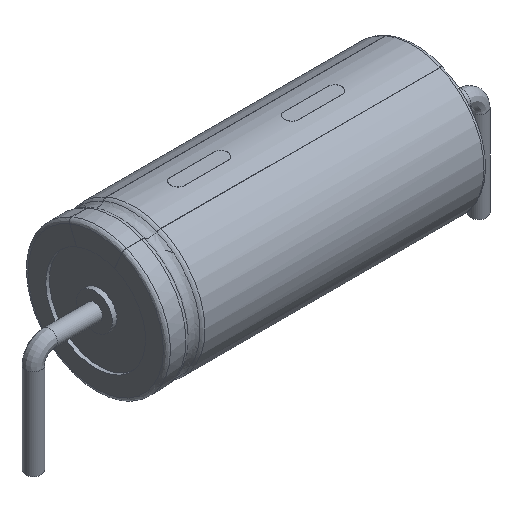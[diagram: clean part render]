
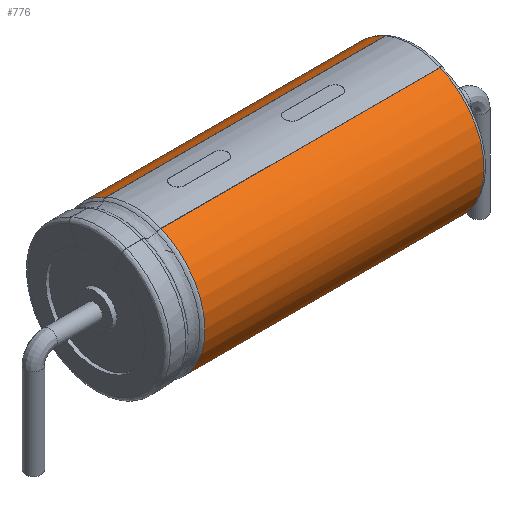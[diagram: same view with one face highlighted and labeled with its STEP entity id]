
A CAD part, isometric view. The second image highlights one B-rep face of the part: STEP entity #776.
In plain terms, the highlighted cylindrical face has radius 4 mm (diameter 8 mm), a partial arc.
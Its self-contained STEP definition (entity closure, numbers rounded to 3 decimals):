
#139=VERTEX_POINT('',#140);
#140=CARTESIAN_POINT('',(21.3,-1.531,7.696));
#146=EDGE_CURVE('',#147,#139,#149,.T.);
#147=VERTEX_POINT('',#148);
#148=CARTESIAN_POINT('',(5.635,-1.531,7.696));
#149=LINE('',#150,#151);
#150=CARTESIAN_POINT('',(5.5,-1.531,7.696));
#151=VECTOR('',#152,1.);
#152=DIRECTION('',(1.,0.,0.));
#194=DIRECTION('',(-1.,0.,0.));
#364=VERTEX_POINT('',#365);
#365=CARTESIAN_POINT('',(21.3,1.531,7.696));
#369=DIRECTION('',(0.,0.383,0.924));
#370=ORIENTED_EDGE('',*,*,#371,.F.);
#371=EDGE_CURVE('',#372,#364,#374,.T.);
#372=VERTEX_POINT('',#373);
#373=CARTESIAN_POINT('',(5.635,1.531,7.696));
#374=LINE('',#375,#151);
#375=CARTESIAN_POINT('',(5.5,1.531,7.696));
#702=ORIENTED_EDGE('',*,*,#703,.T.);
#703=EDGE_CURVE('',#372,#147,#704,.T.);
#704=B_SPLINE_CURVE_WITH_KNOTS('',12,(#705,#706,#707,#708,#709,#710,#711,#712,#713,#714,#715,#716,#717,#718,#719,#720,#721,#722,#723,#724,#725,#726,#727,#728,#729,#730,#731,#732,#733,#734,#735,#736,#737,#738,#739),.UNSPECIFIED.,.F.,.F.,(13,11,11,13),(-0.937,0.,21.991,22.928),.UNSPECIFIED.);
#705=CARTESIAN_POINT('',(5.635,0.665,8.054));
#706=CARTESIAN_POINT('',(5.635,0.738,8.024));
#707=CARTESIAN_POINT('',(5.635,0.81,7.994));
#708=CARTESIAN_POINT('',(5.635,0.883,7.964));
#709=CARTESIAN_POINT('',(5.635,0.955,7.934));
#710=CARTESIAN_POINT('',(5.635,1.027,7.904));
#711=CARTESIAN_POINT('',(5.635,1.1,7.874));
#712=CARTESIAN_POINT('',(5.635,1.172,7.844));
#713=CARTESIAN_POINT('',(5.635,1.244,7.814));
#714=CARTESIAN_POINT('',(5.635,1.316,7.785));
#715=CARTESIAN_POINT('',(5.635,1.387,7.755));
#716=CARTESIAN_POINT('',(5.635,1.459,7.725));
#717=CARTESIAN_POINT('',(5.635,3.212,6.999));
#718=CARTESIAN_POINT('',(5.635,4.573,5.457));
#719=CARTESIAN_POINT('',(5.635,5.113,3.231));
#720=CARTESIAN_POINT('',(5.635,4.411,0.845));
#721=CARTESIAN_POINT('',(5.635,2.66,-0.932));
#722=CARTESIAN_POINT('',(5.635,0.,-1.823));
#723=CARTESIAN_POINT('',(5.635,-2.66,-0.932));
#724=CARTESIAN_POINT('',(5.635,-4.411,0.845));
#725=CARTESIAN_POINT('',(5.635,-5.113,3.231));
#726=CARTESIAN_POINT('',(5.635,-4.573,5.457));
#727=CARTESIAN_POINT('',(5.635,-3.212,6.999));
#728=CARTESIAN_POINT('',(5.635,-1.459,7.725));
#729=CARTESIAN_POINT('',(5.635,-1.387,7.755));
#730=CARTESIAN_POINT('',(5.635,-1.316,7.785));
#731=CARTESIAN_POINT('',(5.635,-1.244,7.814));
#732=CARTESIAN_POINT('',(5.635,-1.172,7.844));
#733=CARTESIAN_POINT('',(5.635,-1.1,7.874));
#734=CARTESIAN_POINT('',(5.635,-1.027,7.904));
#735=CARTESIAN_POINT('',(5.635,-0.955,7.934));
#736=CARTESIAN_POINT('',(5.635,-0.883,7.964));
#737=CARTESIAN_POINT('',(5.635,-0.81,7.994));
#738=CARTESIAN_POINT('',(5.635,-0.738,8.024));
#739=CARTESIAN_POINT('',(5.635,-0.665,8.054));
#776=ADVANCED_FACE('',(#777),#785,.T.);
#777=FACE_BOUND('',#778,.F.);
#778=EDGE_LOOP('',(#370,#702,#779,#780));
#779=ORIENTED_EDGE('',*,*,#146,.T.);
#780=ORIENTED_EDGE('',*,*,#781,.F.);
#781=EDGE_CURVE('',#364,#139,#782,.T.);
#782=CIRCLE('',#783,4.);
#783=AXIS2_PLACEMENT_3D('',#784,#194,#369);
#784=CARTESIAN_POINT('',(21.3,0.,4.));
#785=CYLINDRICAL_SURFACE('',#786,4.);
#786=AXIS2_PLACEMENT_3D('',#787,#152,#369);
#787=CARTESIAN_POINT('',(5.5,0.,4.));
